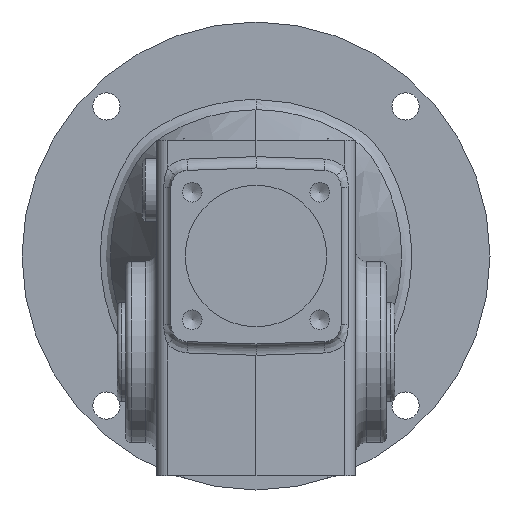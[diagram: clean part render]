
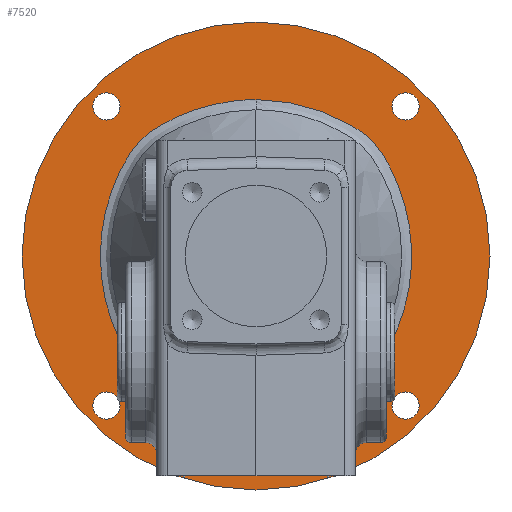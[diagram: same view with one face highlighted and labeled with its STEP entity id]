
A CAD part, left-side view. The second image highlights one B-rep face of the part: STEP entity #7520.
In plain terms, the highlighted planar face has unit normal (-1, 0, 0).
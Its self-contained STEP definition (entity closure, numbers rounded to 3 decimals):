
#136=B_SPLINE_CURVE_WITH_KNOTS('',3,(#15687,#15688,#15689,#15690,#15691,
#15692,#15693,#15694,#15695,#15696,#15697,#15698,#15699,#15700,#15701,#15702,
#15703,#15704,#15705,#15706,#15707,#15708,#15709,#15710,#15711,#15712,#15713,
#15714,#15715,#15716,#15717,#15718,#15719,#15720,#15721,#15722,#15723,#15724),
 .UNSPECIFIED.,.F.,.F.,(4,1,1,1,1,1,1,1,1,1,1,1,1,1,1,1,1,1,1,1,1,1,1,1,
1,1,1,1,1,1,1,1,1,1,1,4),(0.,0.011,0.016,0.022,
0.027,0.033,0.036,0.038,
0.041,0.044,0.049,0.052,
0.055,0.06,0.066,0.071,
0.077,0.082,0.088,0.093,
0.099,0.104,0.11,0.115,
0.121,0.124,0.126,0.132,
0.137,0.14,0.143,0.148,
0.154,0.159,0.165,0.176),
 .UNSPECIFIED.);
#137=B_SPLINE_CURVE_WITH_KNOTS('',3,(#15727,#15728,#15729,#15730,#15731,
#15732,#15733,#15734,#15735,#15736,#15737,#15738,#15739,#15740,#15741,#15742,
#15743,#15744,#15745,#15746,#15747,#15748,#15749,#15750,#15751,#15752,#15753,
#15754,#15755,#15756,#15757,#15758,#15759),.UNSPECIFIED.,.F.,.F.,(4,1,1,
1,1,1,1,1,1,1,1,1,1,1,1,1,1,1,1,1,1,1,1,1,1,1,1,1,1,1,4),(0.,0.011,
0.016,0.022,0.027,0.033,
0.036,0.038,0.044,0.049,
0.055,0.06,0.066,0.071,
0.077,0.082,0.088,0.093,
0.099,0.104,0.11,0.121,
0.126,0.132,0.137,0.14,
0.143,0.148,0.154,0.165,
0.176),.UNSPECIFIED.);
#1490=PLANE('',#11138);
#3035=ORIENTED_EDGE('',*,*,#4214,.T.);
#3036=ORIENTED_EDGE('',*,*,#4215,.T.);
#3037=ORIENTED_EDGE('',*,*,#4216,.F.);
#3038=ORIENTED_EDGE('',*,*,#4217,.T.);
#3039=ORIENTED_EDGE('',*,*,#4218,.T.);
#3040=ORIENTED_EDGE('',*,*,#4219,.T.);
#3041=ORIENTED_EDGE('',*,*,#4220,.T.);
#4214=EDGE_CURVE('',#4993,#4993,#5401,.T.);
#4215=EDGE_CURVE('',#4994,#4994,#5402,.T.);
#4216=EDGE_CURVE('',#4995,#4995,#5403,.F.);
#4217=EDGE_CURVE('',#4996,#4997,#136,.T.);
#4218=EDGE_CURVE('',#4997,#4996,#137,.T.);
#4219=EDGE_CURVE('',#4998,#4998,#5404,.T.);
#4220=EDGE_CURVE('',#4999,#4999,#5405,.T.);
#4993=VERTEX_POINT('',#15682);
#4994=VERTEX_POINT('',#15684);
#4995=VERTEX_POINT('',#15686);
#4996=VERTEX_POINT('',#15725);
#4997=VERTEX_POINT('',#15726);
#4998=VERTEX_POINT('',#15761);
#4999=VERTEX_POINT('',#15763);
#5401=CIRCLE('',#11139,4.8);
#5402=CIRCLE('',#11140,4.8);
#5403=CIRCLE('',#11141,82.55);
#5404=CIRCLE('',#11142,4.8);
#5405=CIRCLE('',#11143,4.8);
#6096=EDGE_LOOP('',(#3035));
#6097=EDGE_LOOP('',(#3036));
#6098=EDGE_LOOP('',(#3037));
#6099=EDGE_LOOP('',(#3038,#3039));
#6100=EDGE_LOOP('',(#3040));
#6101=EDGE_LOOP('',(#3041));
#6869=FACE_BOUND('',#6096,.T.);
#6870=FACE_BOUND('',#6097,.T.);
#6871=FACE_BOUND('',#6098,.T.);
#6872=FACE_BOUND('',#6099,.T.);
#6873=FACE_BOUND('',#6100,.T.);
#6874=FACE_BOUND('',#6101,.T.);
#7520=ADVANCED_FACE('',(#6869,#6870,#6871,#6872,#6873,#6874),#1490,.T.);
#11138=AXIS2_PLACEMENT_3D('',#15680,#13122,#13123);
#11139=AXIS2_PLACEMENT_3D('',#15681,#13124,#13125);
#11140=AXIS2_PLACEMENT_3D('',#15683,#13126,#13127);
#11141=AXIS2_PLACEMENT_3D('',#15685,#13128,#13129);
#11142=AXIS2_PLACEMENT_3D('',#15760,#13130,#13131);
#11143=AXIS2_PLACEMENT_3D('',#15762,#13132,#13133);
#13122=DIRECTION('',(-1.,0.,0.));
#13123=DIRECTION('',(0.,0.,1.));
#13124=DIRECTION('',(1.,0.,0.));
#13125=DIRECTION('',(0.,0.,1.));
#13126=DIRECTION('',(1.,0.,0.));
#13127=DIRECTION('',(0.,0.,1.));
#13128=DIRECTION('',(-1.,0.,0.));
#13129=DIRECTION('',(0.,0.,1.));
#13130=DIRECTION('',(1.,0.,0.));
#13131=DIRECTION('',(0.,0.,1.));
#13132=DIRECTION('',(1.,0.,0.));
#13133=DIRECTION('',(0.,0.,1.));
#15680=CARTESIAN_POINT('',(43.388,0.,-84.));
#15681=CARTESIAN_POINT('',(43.388,-52.759,-52.759));
#15682=CARTESIAN_POINT('',(43.388,-52.759,-47.959));
#15683=CARTESIAN_POINT('',(43.388,52.759,52.759));
#15684=CARTESIAN_POINT('',(43.388,52.759,57.559));
#15685=CARTESIAN_POINT('',(43.388,0.,0.));
#15686=CARTESIAN_POINT('',(43.388,0.,82.55));
#15687=CARTESIAN_POINT('',(43.388,-0.023,-55.179));
#15688=CARTESIAN_POINT('',(43.388,3.674,-55.155));
#15689=CARTESIAN_POINT('',(43.388,9.154,-54.679));
#15690=CARTESIAN_POINT('',(43.388,16.326,-53.181));
#15691=CARTESIAN_POINT('',(43.388,21.653,-51.606));
#15692=CARTESIAN_POINT('',(43.388,26.78,-49.622));
#15693=CARTESIAN_POINT('',(43.388,30.897,-47.633));
#15694=CARTESIAN_POINT('',(43.388,34.095,-45.841));
#15695=CARTESIAN_POINT('',(43.388,36.444,-44.386));
#15696=CARTESIAN_POINT('',(43.388,38.665,-42.69));
#15697=CARTESIAN_POINT('',(43.388,41.372,-40.219));
#15698=CARTESIAN_POINT('',(43.388,43.745,-37.389));
#15699=CARTESIAN_POINT('',(43.388,45.705,-34.234));
#15700=CARTESIAN_POINT('',(43.388,47.488,-31.02));
#15701=CARTESIAN_POINT('',(43.388,49.469,-26.883));
#15702=CARTESIAN_POINT('',(43.388,51.434,-21.735));
#15703=CARTESIAN_POINT('',(43.388,52.988,-16.391));
#15704=CARTESIAN_POINT('',(43.388,54.085,-10.999));
#15705=CARTESIAN_POINT('',(43.388,54.75,-5.545));
#15706=CARTESIAN_POINT('',(43.388,54.977,-0.019));
#15707=CARTESIAN_POINT('',(43.388,54.752,5.525));
#15708=CARTESIAN_POINT('',(43.388,54.09,10.966));
#15709=CARTESIAN_POINT('',(43.388,53.,16.335));
#15710=CARTESIAN_POINT('',(43.388,51.47,21.627));
#15711=CARTESIAN_POINT('',(43.388,49.493,26.829));
#15712=CARTESIAN_POINT('',(43.388,47.51,30.978));
#15713=CARTESIAN_POINT('',(43.388,45.725,34.198));
#15714=CARTESIAN_POINT('',(43.388,43.77,37.356));
#15715=CARTESIAN_POINT('',(43.388,40.815,40.886));
#15716=CARTESIAN_POINT('',(43.388,37.294,43.85));
#15717=CARTESIAN_POINT('',(43.388,34.144,45.814));
#15718=CARTESIAN_POINT('',(43.388,30.941,47.61));
#15719=CARTESIAN_POINT('',(43.388,26.815,49.607));
#15720=CARTESIAN_POINT('',(43.388,21.683,51.596));
#15721=CARTESIAN_POINT('',(43.388,16.35,53.175));
#15722=CARTESIAN_POINT('',(43.388,9.166,54.678));
#15723=CARTESIAN_POINT('',(43.388,3.678,55.155));
#15724=CARTESIAN_POINT('',(43.388,-0.023,55.179));
#15725=CARTESIAN_POINT('',(43.388,-0.023,-55.179));
#15726=CARTESIAN_POINT('',(43.388,-0.023,55.179));
#15727=CARTESIAN_POINT('',(43.388,-0.023,55.179));
#15728=CARTESIAN_POINT('',(43.388,-3.722,55.155));
#15729=CARTESIAN_POINT('',(43.388,-9.202,54.671));
#15730=CARTESIAN_POINT('',(43.388,-16.362,53.172));
#15731=CARTESIAN_POINT('',(43.388,-21.685,51.595));
#15732=CARTESIAN_POINT('',(43.388,-26.823,49.603));
#15733=CARTESIAN_POINT('',(43.388,-30.929,47.617));
#15734=CARTESIAN_POINT('',(43.388,-34.115,45.83));
#15735=CARTESIAN_POINT('',(43.388,-37.22,43.903));
#15736=CARTESIAN_POINT('',(43.388,-40.839,40.874));
#15737=CARTESIAN_POINT('',(43.388,-44.347,36.643));
#15738=CARTESIAN_POINT('',(43.388,-47.098,31.818));
#15739=CARTESIAN_POINT('',(43.388,-49.505,26.806));
#15740=CARTESIAN_POINT('',(43.388,-51.455,21.666));
#15741=CARTESIAN_POINT('',(43.388,-52.987,16.389));
#15742=CARTESIAN_POINT('',(43.388,-54.093,10.967));
#15743=CARTESIAN_POINT('',(43.388,-54.76,5.435));
#15744=CARTESIAN_POINT('',(43.388,-54.976,-0.06));
#15745=CARTESIAN_POINT('',(43.388,-54.749,-5.552));
#15746=CARTESIAN_POINT('',(43.388,-54.082,-11.034));
#15747=CARTESIAN_POINT('',(43.388,-52.961,-16.498));
#15748=CARTESIAN_POINT('',(43.388,-50.905,-23.543));
#15749=CARTESIAN_POINT('',(43.388,-47.999,-30.255));
#15750=CARTESIAN_POINT('',(43.388,-44.292,-36.726));
#15751=CARTESIAN_POINT('',(43.388,-40.77,-40.938));
#15752=CARTESIAN_POINT('',(43.388,-37.179,-43.933));
#15753=CARTESIAN_POINT('',(43.388,-34.067,-45.858));
#15754=CARTESIAN_POINT('',(43.388,-30.872,-47.647));
#15755=CARTESIAN_POINT('',(43.388,-26.733,-49.644));
#15756=CARTESIAN_POINT('',(43.388,-19.859,-52.292));
#15757=CARTESIAN_POINT('',(43.388,-11.061,-54.504));
#15758=CARTESIAN_POINT('',(43.388,-3.711,-55.155));
#15759=CARTESIAN_POINT('',(43.388,-0.023,-55.179));
#15760=CARTESIAN_POINT('',(43.388,-52.759,52.759));
#15761=CARTESIAN_POINT('',(43.388,-52.759,57.559));
#15762=CARTESIAN_POINT('',(43.388,52.759,-52.759));
#15763=CARTESIAN_POINT('',(43.388,52.759,-47.959));
